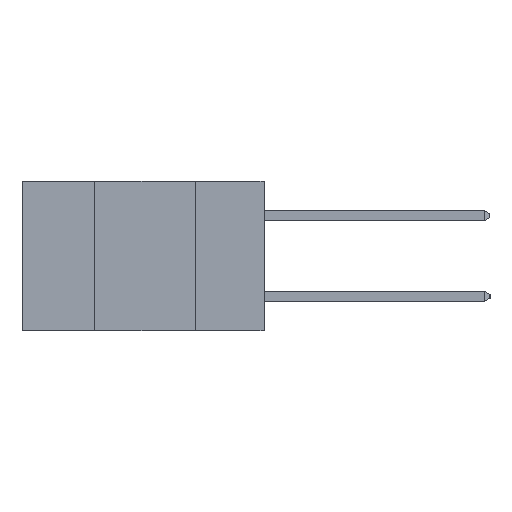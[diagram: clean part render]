
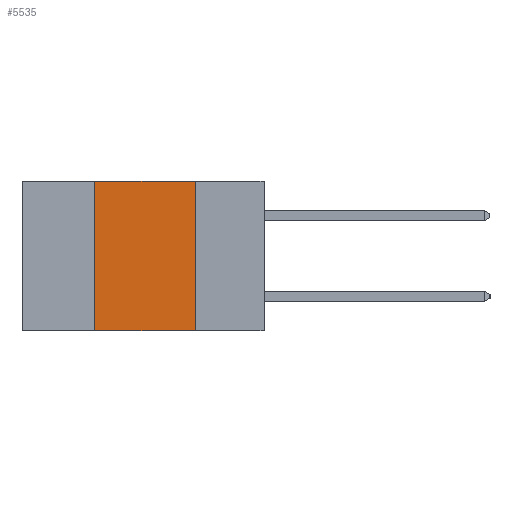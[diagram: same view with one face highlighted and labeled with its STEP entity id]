
A CAD part, left-side view. The second image highlights one B-rep face of the part: STEP entity #5535.
In plain terms, the highlighted planar face has unit normal (-1, 0, 0).
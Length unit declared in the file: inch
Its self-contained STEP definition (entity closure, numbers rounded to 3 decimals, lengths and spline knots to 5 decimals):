
#293 = LINE ( 'NONE', #11066, #2226 ) ;
#2149 = VECTOR ( 'NONE', #3158, 39.37008 ) ;
#2226 = VECTOR ( 'NONE', #2932, 39.37008 ) ;
#2678 = ORIENTED_EDGE ( 'NONE', *, *, #9975, .F. ) ;
#2932 = DIRECTION ( 'NONE',  ( 0., 0., -1. ) ) ;
#2951 = CARTESIAN_POINT ( 'NONE',  ( 0., 0.6, -0.37 ) ) ;
#3158 = DIRECTION ( 'NONE',  ( 0., 0., 1. ) ) ;
#3179 = CARTESIAN_POINT ( 'NONE',  ( 0., 0.42, -0.37 ) ) ;
#3324 = EDGE_CURVE ( 'NONE', #4369, #6075, #5100, .T. ) ;
#3427 = CARTESIAN_POINT ( 'NONE',  ( 0., 0.6, 0. ) ) ;
#3437 = CARTESIAN_POINT ( 'NONE',  ( 0., 0.6, 0. ) ) ;
#3472 = DIRECTION ( 'NONE',  ( 0., 0., -1. ) ) ;
#3923 = DIRECTION ( 'NONE',  ( 0., -1., 0. ) ) ;
#4101 = ORIENTED_EDGE ( 'NONE', *, *, #10509, .F. ) ;
#4369 = VERTEX_POINT ( 'NONE', #9685 ) ;
#4802 = VECTOR ( 'NONE', #9013, 39.37008 ) ;
#5100 = LINE ( 'NONE', #3179, #2149 ) ;
#5535 = ADVANCED_FACE ( 'NONE', ( #7980 ), #8170, .F. ) ;
#6075 = VERTEX_POINT ( 'NONE', #7151 ) ;
#6277 = EDGE_LOOP ( 'NONE', ( #2678, #4101, #8354, #7493 ) ) ;
#6564 = AXIS2_PLACEMENT_3D ( 'NONE', #3437, #9055, #3472 ) ;
#7091 = CARTESIAN_POINT ( 'NONE',  ( 0., 0.17, -0.37 ) ) ;
#7151 = CARTESIAN_POINT ( 'NONE',  ( 0., 0.42, 0. ) ) ;
#7493 = ORIENTED_EDGE ( 'NONE', *, *, #11590, .T. ) ;
#7608 = LINE ( 'NONE', #3427, #4802 ) ;
#7610 = VERTEX_POINT ( 'NONE', #7091 ) ;
#7980 = FACE_OUTER_BOUND ( 'NONE', #6277, .T. ) ;
#8154 = VECTOR ( 'NONE', #3923, 39.37008 ) ;
#8170 = PLANE ( 'NONE',  #6564 ) ;
#8289 = CARTESIAN_POINT ( 'NONE',  ( 0., 0.17, 0. ) ) ;
#8354 = ORIENTED_EDGE ( 'NONE', *, *, #3324, .F. ) ;
#9013 = DIRECTION ( 'NONE',  ( 0., -1., 0. ) ) ;
#9055 = DIRECTION ( 'NONE',  ( 1., 0., 0. ) ) ;
#9685 = CARTESIAN_POINT ( 'NONE',  ( 0., 0.42, -0.37 ) ) ;
#9716 = VERTEX_POINT ( 'NONE', #8289 ) ;
#9975 = EDGE_CURVE ( 'NONE', #9716, #7610, #293, .T. ) ;
#10440 = LINE ( 'NONE', #2951, #8154 ) ;
#10509 = EDGE_CURVE ( 'NONE', #6075, #9716, #7608, .T. ) ;
#11066 = CARTESIAN_POINT ( 'NONE',  ( 0., 0.17, -0.37 ) ) ;
#11590 = EDGE_CURVE ( 'NONE', #4369, #7610, #10440, .T. ) ;
